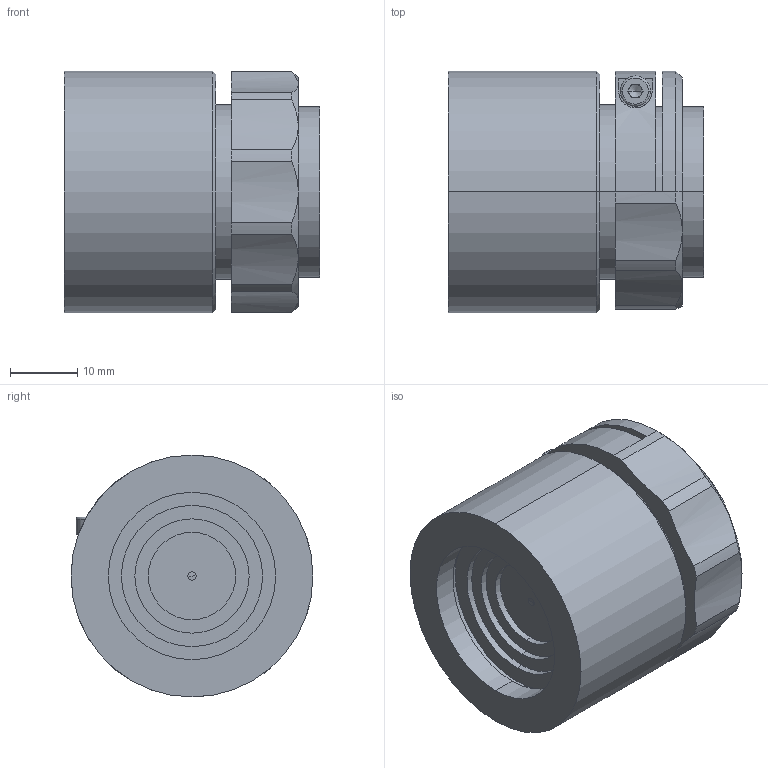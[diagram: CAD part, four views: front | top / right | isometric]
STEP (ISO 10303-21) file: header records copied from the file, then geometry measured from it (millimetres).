
FILE_DESCRIPTION (( 'STEP AP203' ), '1' );
FILE_NAME ('XF-MH055X64.STEP', '2020-11-19T09:13:39', ( 'canrill-02' ), ( '' ), 'SwSTEP 2.0', 'SolidWorks 2014', '' );
FILE_SCHEMA (( 'CONFIG_CONTROL_DESIGN' ));
Length unit declared in the file: millimetre
Products named in the file (1): XF-MH055X64
Bounding box: 38.09 x 36 x 36 mm (x, y, z)
Volume: 25414.5 mm3; surface area: 15487 mm2
Topology: 3 solids, 7 shells, 161 faces, 356 edges, 226 vertices
Faces by surface type: cylinder 81, plane 59, cone 17, torus 2, sphere 2
Entity records: 4629 total; most frequent: DIRECTION 856, CARTESIAN_POINT 833, ORIENTED_EDGE 704, AXIS2_PLACEMENT_3D 353, EDGE_CURVE 352, VERTEX_POINT 226, EDGE_LOOP 194, CIRCLE 191
